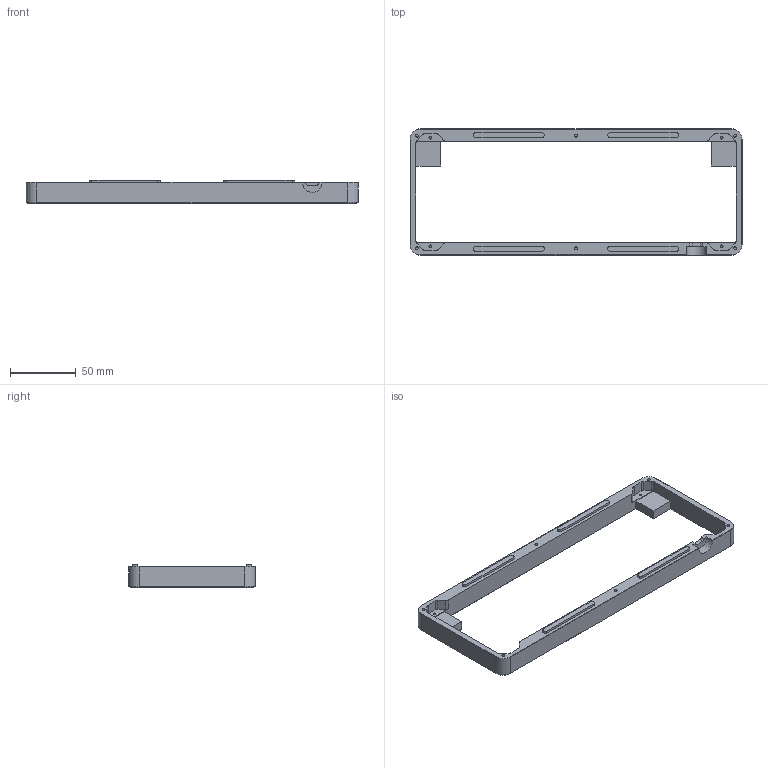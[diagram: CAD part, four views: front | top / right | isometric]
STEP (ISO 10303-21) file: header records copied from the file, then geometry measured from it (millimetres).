
FILE_DESCRIPTION(/* description */ (''),/* implementation_level */ '2;1');
FILE_NAME(/* name */ 'top-HHKB1u .step',/* time_stamp */ '2022-01-15T17:51:41-06:00',/* author */ (''),/* organization */ (''),/* preprocessor_version */ 'ST-DEVELOPER v18.1',/* originating_system */ 'Autodesk Translation Framework v10.10.0.1391',/* authorisation */ '');
FILE_SCHEMA (('AUTOMOTIVE_DESIGN { 1 0 10303 214 3 1 1 }'));
Length unit declared in the file: millimetre
Products named in the file (1): top-HHKB1u
Bounding box: 252.89 x 96.2 x 18 mm (x, y, z)
Volume: 90963.6 mm3; surface area: 34479.8 mm2
Topology: 1 solids, 1 shells, 130 faces, 319 edges, 204 vertices
Faces by surface type: plane 75, cylinder 45, cone 10
Full cylindrical faces by diameter (mm): 2.075 x10
Entity records: 3865 total; most frequent: DIRECTION 687, CARTESIAN_POINT 654, ORIENTED_EDGE 638, EDGE_CURVE 319, AXIS2_PLACEMENT_3D 237, LINE 213, VECTOR 213, VERTEX_POINT 204
